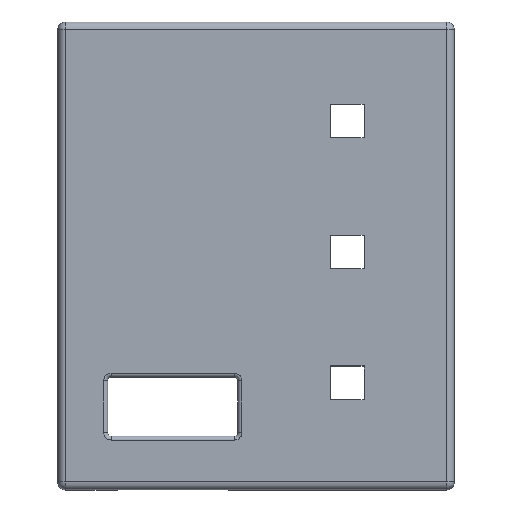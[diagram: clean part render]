
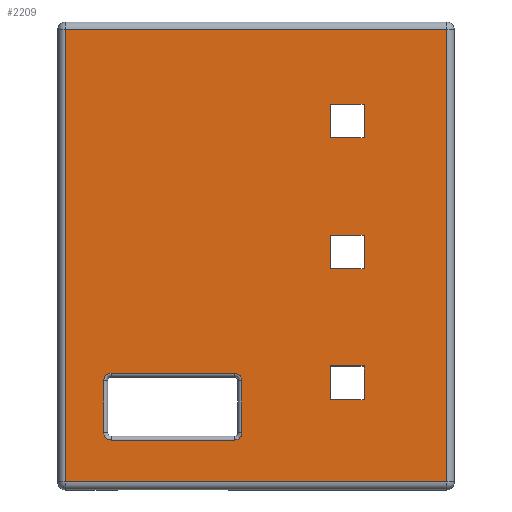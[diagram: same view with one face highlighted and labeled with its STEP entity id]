
A CAD part, top view. The second image highlights one B-rep face of the part: STEP entity #2209.
In plain terms, the highlighted planar face has unit normal (0, 0, 1).
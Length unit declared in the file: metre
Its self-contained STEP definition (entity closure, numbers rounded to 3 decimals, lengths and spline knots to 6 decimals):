
#101=ELLIPSE('',#2496,0.001125,0.001);
#102=ELLIPSE('',#2497,0.001125,0.001);
#103=ELLIPSE('',#2498,0.001125,0.001);
#104=ELLIPSE('',#2499,0.001125,0.001);
#177=ORIENTED_EDGE('',*,*,#829,.T.);
#178=ORIENTED_EDGE('',*,*,#830,.T.);
#179=ORIENTED_EDGE('',*,*,#831,.T.);
#180=ORIENTED_EDGE('',*,*,#832,.T.);
#181=ORIENTED_EDGE('',*,*,#833,.F.);
#182=ORIENTED_EDGE('',*,*,#834,.T.);
#183=ORIENTED_EDGE('',*,*,#835,.F.);
#184=ORIENTED_EDGE('',*,*,#836,.T.);
#185=ORIENTED_EDGE('',*,*,#837,.F.);
#186=ORIENTED_EDGE('',*,*,#838,.T.);
#187=ORIENTED_EDGE('',*,*,#839,.F.);
#188=ORIENTED_EDGE('',*,*,#840,.T.);
#189=ORIENTED_EDGE('',*,*,#841,.F.);
#190=ORIENTED_EDGE('',*,*,#842,.T.);
#191=ORIENTED_EDGE('',*,*,#843,.T.);
#192=ORIENTED_EDGE('',*,*,#844,.F.);
#193=ORIENTED_EDGE('',*,*,#845,.F.);
#194=ORIENTED_EDGE('',*,*,#846,.T.);
#195=ORIENTED_EDGE('',*,*,#847,.T.);
#196=ORIENTED_EDGE('',*,*,#848,.F.);
#197=ORIENTED_EDGE('',*,*,#849,.F.);
#198=ORIENTED_EDGE('',*,*,#850,.T.);
#199=ORIENTED_EDGE('',*,*,#851,.T.);
#200=ORIENTED_EDGE('',*,*,#852,.F.);
#829=EDGE_CURVE('',#1155,#1156,#1363,.T.);
#830=EDGE_CURVE('',#1156,#1157,#1364,.T.);
#831=EDGE_CURVE('',#1157,#1158,#1365,.F.);
#832=EDGE_CURVE('',#1158,#1155,#1366,.F.);
#833=EDGE_CURVE('',#1159,#1160,#101,.T.);
#834=EDGE_CURVE('',#1159,#1161,#1367,.F.);
#835=EDGE_CURVE('',#1162,#1161,#102,.T.);
#836=EDGE_CURVE('',#1162,#1163,#1368,.F.);
#837=EDGE_CURVE('',#1164,#1163,#103,.T.);
#838=EDGE_CURVE('',#1164,#1165,#1369,.F.);
#839=EDGE_CURVE('',#1166,#1165,#104,.T.);
#840=EDGE_CURVE('',#1166,#1160,#1370,.T.);
#841=EDGE_CURVE('',#1167,#1168,#1371,.T.);
#842=EDGE_CURVE('',#1167,#1169,#1372,.T.);
#843=EDGE_CURVE('',#1169,#1170,#1373,.T.);
#844=EDGE_CURVE('',#1168,#1170,#1374,.T.);
#845=EDGE_CURVE('',#1171,#1172,#1375,.T.);
#846=EDGE_CURVE('',#1171,#1173,#1376,.T.);
#847=EDGE_CURVE('',#1173,#1174,#1377,.T.);
#848=EDGE_CURVE('',#1172,#1174,#1378,.T.);
#849=EDGE_CURVE('',#1175,#1176,#1379,.T.);
#850=EDGE_CURVE('',#1175,#1177,#1380,.T.);
#851=EDGE_CURVE('',#1177,#1178,#1381,.T.);
#852=EDGE_CURVE('',#1176,#1178,#1382,.T.);
#1155=VERTEX_POINT('',#3381);
#1156=VERTEX_POINT('',#3382);
#1157=VERTEX_POINT('',#3384);
#1158=VERTEX_POINT('',#3386);
#1159=VERTEX_POINT('',#3389);
#1160=VERTEX_POINT('',#3390);
#1161=VERTEX_POINT('',#3392);
#1162=VERTEX_POINT('',#3394);
#1163=VERTEX_POINT('',#3396);
#1164=VERTEX_POINT('',#3398);
#1165=VERTEX_POINT('',#3400);
#1166=VERTEX_POINT('',#3402);
#1167=VERTEX_POINT('',#3405);
#1168=VERTEX_POINT('',#3406);
#1169=VERTEX_POINT('',#3408);
#1170=VERTEX_POINT('',#3410);
#1171=VERTEX_POINT('',#3413);
#1172=VERTEX_POINT('',#3414);
#1173=VERTEX_POINT('',#3416);
#1174=VERTEX_POINT('',#3418);
#1175=VERTEX_POINT('',#3421);
#1176=VERTEX_POINT('',#3422);
#1177=VERTEX_POINT('',#3424);
#1178=VERTEX_POINT('',#3426);
#1363=LINE('',#3380,#1641);
#1364=LINE('',#3383,#1642);
#1365=LINE('',#3385,#1643);
#1366=LINE('',#3387,#1644);
#1367=LINE('',#3391,#1645);
#1368=LINE('',#3395,#1646);
#1369=LINE('',#3399,#1647);
#1370=LINE('',#3403,#1648);
#1371=LINE('',#3404,#1649);
#1372=LINE('',#3407,#1650);
#1373=LINE('',#3409,#1651);
#1374=LINE('',#3411,#1652);
#1375=LINE('',#3412,#1653);
#1376=LINE('',#3415,#1654);
#1377=LINE('',#3417,#1655);
#1378=LINE('',#3419,#1656);
#1379=LINE('',#3420,#1657);
#1380=LINE('',#3423,#1658);
#1381=LINE('',#3425,#1659);
#1382=LINE('',#3427,#1660);
#1641=VECTOR('',#2721,1.);
#1642=VECTOR('',#2722,1.);
#1643=VECTOR('',#2723,1.);
#1644=VECTOR('',#2724,1.);
#1645=VECTOR('',#2727,1.);
#1646=VECTOR('',#2730,1.);
#1647=VECTOR('',#2733,1.);
#1648=VECTOR('',#2736,1.);
#1649=VECTOR('',#2737,1.);
#1650=VECTOR('',#2738,1.);
#1651=VECTOR('',#2739,1.);
#1652=VECTOR('',#2740,1.);
#1653=VECTOR('',#2741,1.);
#1654=VECTOR('',#2742,1.);
#1655=VECTOR('',#2743,1.);
#1656=VECTOR('',#2744,1.);
#1657=VECTOR('',#2745,1.);
#1658=VECTOR('',#2746,1.);
#1659=VECTOR('',#2747,1.);
#1660=VECTOR('',#2748,1.);
#1861=EDGE_LOOP('',(#177,#178,#179,#180));
#1862=EDGE_LOOP('',(#181,#182,#183,#184,#185,#186,#187,#188));
#1863=EDGE_LOOP('',(#189,#190,#191,#192));
#1864=EDGE_LOOP('',(#193,#194,#195,#196));
#1865=EDGE_LOOP('',(#197,#198,#199,#200));
#1991=FACE_BOUND('',#1861,.T.);
#1992=FACE_BOUND('',#1862,.T.);
#1993=FACE_BOUND('',#1863,.T.);
#1994=FACE_BOUND('',#1864,.T.);
#1995=FACE_BOUND('',#1865,.T.);
#2120=PLANE('',#2495);
#2209=ADVANCED_FACE('',(#1991,#1992,#1993,#1994,#1995),#2120,.T.);
#2495=AXIS2_PLACEMENT_3D('',#3379,#2719,#2720);
#2496=AXIS2_PLACEMENT_3D('',#3388,#2725,#2726);
#2497=AXIS2_PLACEMENT_3D('',#3393,#2728,#2729);
#2498=AXIS2_PLACEMENT_3D('',#3397,#2731,#2732);
#2499=AXIS2_PLACEMENT_3D('',#3401,#2734,#2735);
#2719=DIRECTION('',(0.,0.,1.));
#2720=DIRECTION('',(1.,0.,0.));
#2721=DIRECTION('',(0.,-1.,0.));
#2722=DIRECTION('',(1.,0.,0.));
#2723=DIRECTION('',(0.,-1.,0.));
#2724=DIRECTION('',(1.,0.,0.));
#2725=DIRECTION('',(0.,0.,1.));
#2726=DIRECTION('',(0.707,0.707,0.));
#2727=DIRECTION('',(0.,1.,0.));
#2728=DIRECTION('',(0.,0.,1.));
#2729=DIRECTION('',(0.707,-0.707,0.));
#2730=DIRECTION('',(1.,0.,0.));
#2731=DIRECTION('',(0.,0.,1.));
#2732=DIRECTION('',(-0.707,-0.707,0.));
#2733=DIRECTION('',(0.,-1.,0.));
#2734=DIRECTION('',(0.,0.,1.));
#2735=DIRECTION('',(-0.707,0.707,0.));
#2736=DIRECTION('',(1.,0.,0.));
#2737=DIRECTION('',(0.,1.,0.));
#2738=DIRECTION('',(-1.,0.,0.));
#2739=DIRECTION('',(0.,1.,0.));
#2740=DIRECTION('',(-1.,0.,0.));
#2741=DIRECTION('',(-1.,0.,0.));
#2742=DIRECTION('',(0.,-1.,0.));
#2743=DIRECTION('',(-1.,0.,0.));
#2744=DIRECTION('',(0.,-1.,0.));
#2745=DIRECTION('',(0.,1.,0.));
#2746=DIRECTION('',(-1.,0.,0.));
#2747=DIRECTION('',(0.,1.,0.));
#2748=DIRECTION('',(-1.,0.,0.));
#3379=CARTESIAN_POINT('',(0.025,-0.0295,0.01075));
#3380=CARTESIAN_POINT('',(0.001,-0.059,0.01075));
#3381=CARTESIAN_POINT('',(0.001,-0.001,0.01075));
#3382=CARTESIAN_POINT('',(0.001,-0.058,0.01075));
#3383=CARTESIAN_POINT('',(0.05,-0.058,0.01075));
#3384=CARTESIAN_POINT('',(0.049,-0.058,0.01075));
#3385=CARTESIAN_POINT('',(0.049,-0.0295,0.01075));
#3386=CARTESIAN_POINT('',(0.049,-0.001,0.01075));
#3387=CARTESIAN_POINT('',(0.025,-0.001,0.01075));
#3388=CARTESIAN_POINT('',(0.02215,-0.04535,0.01075));
#3389=CARTESIAN_POINT('',(0.023214,-0.045226,0.01075));
#3390=CARTESIAN_POINT('',(0.022274,-0.044286,0.01075));
#3391=CARTESIAN_POINT('',(0.023214,-0.0295,0.01075));
#3392=CARTESIAN_POINT('',(0.023214,-0.051774,0.01075));
#3393=CARTESIAN_POINT('',(0.02215,-0.05165,0.01075));
#3394=CARTESIAN_POINT('',(0.022274,-0.052714,0.01075));
#3395=CARTESIAN_POINT('',(0.025,-0.052714,0.01075));
#3396=CARTESIAN_POINT('',(0.006726,-0.052714,0.01075));
#3397=CARTESIAN_POINT('',(0.00685,-0.05165,0.01075));
#3398=CARTESIAN_POINT('',(0.005786,-0.051774,0.01075));
#3399=CARTESIAN_POINT('',(0.005786,-0.0295,0.01075));
#3400=CARTESIAN_POINT('',(0.005786,-0.045226,0.01075));
#3401=CARTESIAN_POINT('',(0.00685,-0.04535,0.01075));
#3402=CARTESIAN_POINT('',(0.006726,-0.044286,0.01075));
#3403=CARTESIAN_POINT('',(0.025,-0.044286,0.01075));
#3404=CARTESIAN_POINT('',(0.038625,-0.0295,0.01075));
#3405=CARTESIAN_POINT('',(0.038625,-0.047625,0.01075));
#3406=CARTESIAN_POINT('',(0.038625,-0.043375,0.01075));
#3407=CARTESIAN_POINT('',(0.025,-0.047625,0.01075));
#3408=CARTESIAN_POINT('',(0.034375,-0.047625,0.01075));
#3409=CARTESIAN_POINT('',(0.034375,-0.0295,0.01075));
#3410=CARTESIAN_POINT('',(0.034375,-0.043375,0.01075));
#3411=CARTESIAN_POINT('',(0.025,-0.043375,0.01075));
#3412=CARTESIAN_POINT('',(0.025,-0.026875,0.01075));
#3413=CARTESIAN_POINT('',(0.038625,-0.026875,0.01075));
#3414=CARTESIAN_POINT('',(0.034375,-0.026875,0.01075));
#3415=CARTESIAN_POINT('',(0.038625,-0.0295,0.01075));
#3416=CARTESIAN_POINT('',(0.038625,-0.031125,0.01075));
#3417=CARTESIAN_POINT('',(0.025,-0.031125,0.01075));
#3418=CARTESIAN_POINT('',(0.034375,-0.031125,0.01075));
#3419=CARTESIAN_POINT('',(0.034375,-0.0295,0.01075));
#3420=CARTESIAN_POINT('',(0.038625,-0.0295,0.01075));
#3421=CARTESIAN_POINT('',(0.038625,-0.014625,0.01075));
#3422=CARTESIAN_POINT('',(0.038625,-0.010375,0.01075));
#3423=CARTESIAN_POINT('',(0.025,-0.014625,0.01075));
#3424=CARTESIAN_POINT('',(0.034375,-0.014625,0.01075));
#3425=CARTESIAN_POINT('',(0.034375,-0.0295,0.01075));
#3426=CARTESIAN_POINT('',(0.034375,-0.010375,0.01075));
#3427=CARTESIAN_POINT('',(0.025,-0.010375,0.01075));
